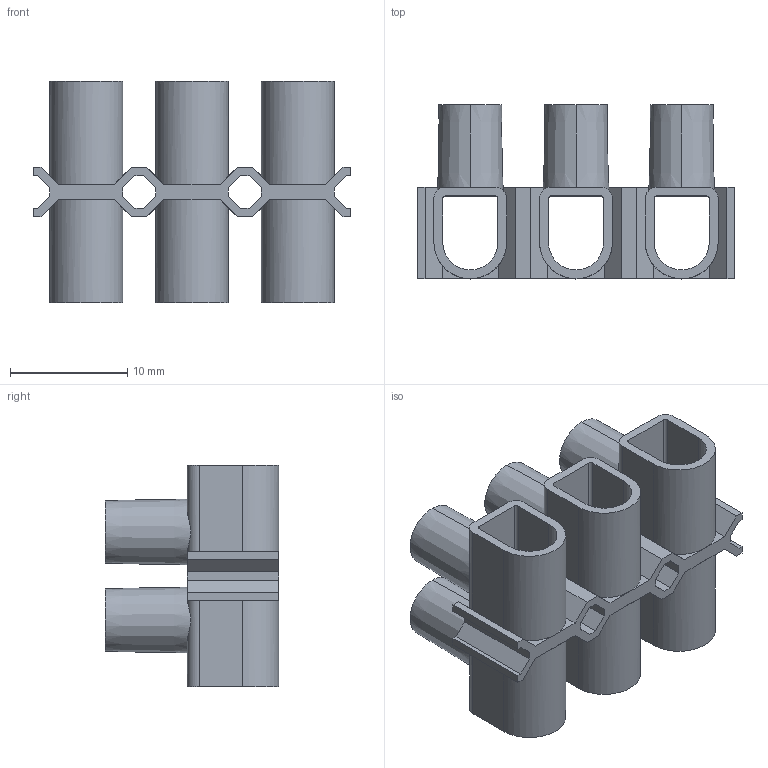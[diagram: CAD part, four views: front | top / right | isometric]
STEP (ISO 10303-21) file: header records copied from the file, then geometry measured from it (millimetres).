
FILE_DESCRIPTION (( 'STEP AP203' ), '1' );
FILE_NAME ('Nylon Strip Connector 6 amp.STEP', '2012-11-30T11:39:54', ( '' ), ( '' ), 'SwSTEP 2.0', 'SolidWorks 2011', '' );
FILE_SCHEMA (( 'CONFIG_CONTROL_DESIGN' ));
Length unit declared in the file: millimetre
Products named in the file (1): Nylon Strip Connector 6 amp
Bounding box: 27 x 14.8 x 18.9 mm (x, y, z)
Volume: 1596.5 mm3; surface area: 4395.2 mm2
Topology: 7 solids, 7 shells, 226 faces, 624 edges, 412 vertices
Faces by surface type: plane 151, cylinder 33, cone 24, torus 18
Entity records: 7573 total; most frequent: CARTESIAN_POINT 1659, ORIENTED_EDGE 1248, DIRECTION 1198, EDGE_CURVE 624, VERTEX_POINT 412, AXIS2_PLACEMENT_3D 407, VECTOR 384, LINE 384
